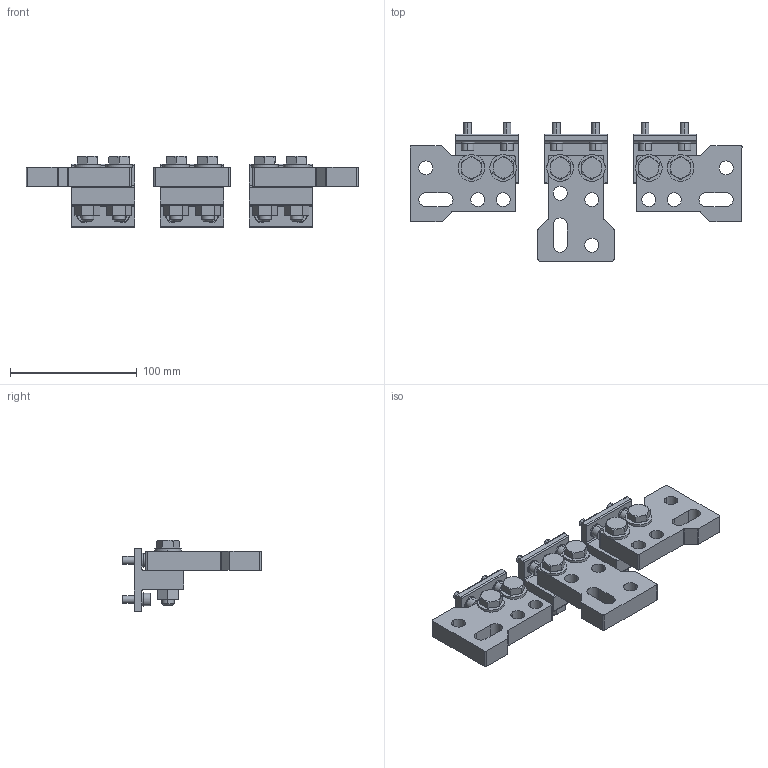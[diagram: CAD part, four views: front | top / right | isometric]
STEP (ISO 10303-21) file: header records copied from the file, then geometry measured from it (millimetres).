
FILE_DESCRIPTION((''),'2;1');
FILE_NAME('1SDH002065A1454_IGES','2019-07-04T',('ITSTCAR1'),(''),'CREO PARAMETRIC BY PTC INC, 2016050','CREO PARAMETRIC BY PTC INC, 2016050','');
FILE_SCHEMA(('AUTOMOTIVE_DESIGN { 1 0 10303 214 1 1 1 1 }'));
Length unit declared in the file: millimetre
Products named in the file (1): 1SDH002065A1454_IGES
Bounding box: 262 x 109 x 56.08 mm (x, y, z)
Volume: 310910.2 mm3; surface area: 95089.3 mm2
Topology: 3 solids, 9 shells, 662 faces, 1562 edges, 1014 vertices
Faces by surface type: plane 338, cylinder 264, cone 48, torus 12
Entity records: 26848 total; most frequent: CARTESIAN_POINT 5814, DIRECTION 3382, ORIENTED_EDGE 3124, EDGE_CURVE 1562, AXIS2_PLACEMENT_3D 1254, VERTEX_POINT 1014, VECTOR 874, LINE 874
